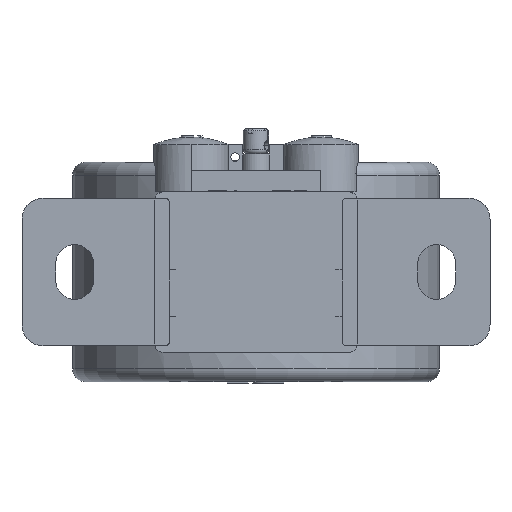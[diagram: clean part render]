
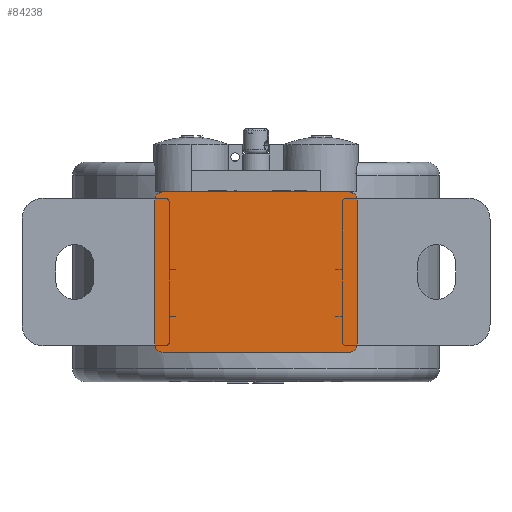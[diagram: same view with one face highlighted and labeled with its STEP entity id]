
A CAD part, front view. The second image highlights one B-rep face of the part: STEP entity #84238.
In plain terms, the highlighted planar face has unit normal (0, -1, 0).
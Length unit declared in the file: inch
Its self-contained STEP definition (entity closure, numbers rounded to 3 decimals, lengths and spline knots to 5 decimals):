
#1347 = CARTESIAN_POINT ( 'NONE',  ( 0.86614, 0., -0.66929 ) ) ;
#2279 = ORIENTED_EDGE ( 'NONE', *, *, #34146, .T. ) ;
#5025 = ORIENTED_EDGE ( 'NONE', *, *, #97252, .T. ) ;
#7562 = VECTOR ( 'NONE', #57859, 39.37008 ) ;
#8647 = VECTOR ( 'NONE', #106477, 39.37008 ) ;
#9399 = CARTESIAN_POINT ( 'NONE',  ( 0.94488, 0., 0.66929 ) ) ;
#12306 = CARTESIAN_POINT ( 'NONE',  ( 0., 0., 0.74803 ) ) ;
#16778 = CARTESIAN_POINT ( 'NONE',  ( 0.86614, 0., -0.74803 ) ) ;
#16898 = CARTESIAN_POINT ( 'NONE',  ( 0.94488, 0., -0.66929 ) ) ;
#18384 = DIRECTION ( 'NONE',  ( 0., -1., 0. ) ) ;
#18897 = DIRECTION ( 'NONE',  ( 0., 0., 1. ) ) ;
#20097 = CIRCLE ( 'NONE', #89227, 0.07874 ) ;
#21363 = LINE ( 'NONE', #49962, #114814 ) ;
#21747 = DIRECTION ( 'NONE',  ( 0., 0., 1. ) ) ;
#26375 = CARTESIAN_POINT ( 'NONE',  ( 0., 0., -0.74803 ) ) ;
#29135 = VERTEX_POINT ( 'NONE', #9399 ) ;
#29501 = VERTEX_POINT ( 'NONE', #16898 ) ;
#32377 = PLANE ( 'NONE',  #93705 ) ;
#32749 = VERTEX_POINT ( 'NONE', #114010 ) ;
#34146 = EDGE_CURVE ( 'NONE', #51511, #83285, #37534, .T. ) ;
#37534 = LINE ( 'NONE', #73198, #67888 ) ;
#43457 = DIRECTION ( 'NONE',  ( 0., 0., 1. ) ) ;
#45017 = DIRECTION ( 'NONE',  ( 0., -1., 0. ) ) ;
#46339 = DIRECTION ( 'NONE',  ( 0., -1., 0. ) ) ;
#46587 = ORIENTED_EDGE ( 'NONE', *, *, #65743, .T. ) ;
#46610 = EDGE_CURVE ( 'NONE', #29135, #29501, #21363, .T. ) ;
#47573 = CIRCLE ( 'NONE', #70055, 0.07874 ) ;
#49754 = EDGE_CURVE ( 'NONE', #83285, #74316, #115150, .T. ) ;
#49962 = CARTESIAN_POINT ( 'NONE',  ( 0.94488, 0., 0.74803 ) ) ;
#51511 = VERTEX_POINT ( 'NONE', #106985 ) ;
#52300 = CARTESIAN_POINT ( 'NONE',  ( -0.86614, 0., -0.66929 ) ) ;
#54020 = DIRECTION ( 'NONE',  ( 0., 0., 1. ) ) ;
#57859 = DIRECTION ( 'NONE',  ( 1., 0., 0. ) ) ;
#58545 = DIRECTION ( 'NONE',  ( 0., -1., 0. ) ) ;
#59341 = DIRECTION ( 'NONE',  ( 0., 0., -1. ) ) ;
#64732 = AXIS2_PLACEMENT_3D ( 'NONE', #52300, #18384, #54020 ) ;
#65743 = EDGE_CURVE ( 'NONE', #29135, #88376, #47573, .T. ) ;
#67757 = EDGE_CURVE ( 'NONE', #74316, #101283, #108764, .T. ) ;
#67888 = VECTOR ( 'NONE', #81999, 39.37008 ) ;
#68038 = CARTESIAN_POINT ( 'NONE',  ( 0., 0., 0.74803 ) ) ;
#70055 = AXIS2_PLACEMENT_3D ( 'NONE', #82997, #45017, #71916 ) ;
#71916 = DIRECTION ( 'NONE',  ( 0., 0., 1. ) ) ;
#73198 = CARTESIAN_POINT ( 'NONE',  ( -0.94488, 0., 0.74803 ) ) ;
#74316 = VERTEX_POINT ( 'NONE', #105050 ) ;
#76833 = ORIENTED_EDGE ( 'NONE', *, *, #102727, .T. ) ;
#78207 = ORIENTED_EDGE ( 'NONE', *, *, #46610, .F. ) ;
#81999 = DIRECTION ( 'NONE',  ( 0., 0., -1. ) ) ;
#82997 = CARTESIAN_POINT ( 'NONE',  ( 0.86614, 0., 0.66929 ) ) ;
#83282 = CIRCLE ( 'NONE', #88902, 0.07874 ) ;
#83285 = VERTEX_POINT ( 'NONE', #104842 ) ;
#84238 = ADVANCED_FACE ( 'NONE', ( #97270 ), #32377, .F. ) ;
#84441 = EDGE_LOOP ( 'NONE', ( #78207, #46587, #98251, #76833, #2279, #115562, #85034, #5025 ) ) ;
#85034 = ORIENTED_EDGE ( 'NONE', *, *, #67757, .T. ) ;
#86039 = CARTESIAN_POINT ( 'NONE',  ( -0.86614, 0., 0.66929 ) ) ;
#88376 = VERTEX_POINT ( 'NONE', #93860 ) ;
#88902 = AXIS2_PLACEMENT_3D ( 'NONE', #86039, #58545, #21747 ) ;
#89227 = AXIS2_PLACEMENT_3D ( 'NONE', #1347, #46339, #18897 ) ;
#93705 = AXIS2_PLACEMENT_3D ( 'NONE', #68038, #105456, #43457 ) ;
#93860 = CARTESIAN_POINT ( 'NONE',  ( 0.86614, 0., 0.74803 ) ) ;
#97252 = EDGE_CURVE ( 'NONE', #101283, #29501, #20097, .T. ) ;
#97270 = FACE_OUTER_BOUND ( 'NONE', #84441, .T. ) ;
#98251 = ORIENTED_EDGE ( 'NONE', *, *, #102196, .F. ) ;
#101283 = VERTEX_POINT ( 'NONE', #16778 ) ;
#102196 = EDGE_CURVE ( 'NONE', #32749, #88376, #112226, .T. ) ;
#102727 = EDGE_CURVE ( 'NONE', #32749, #51511, #83282, .T. ) ;
#104842 = CARTESIAN_POINT ( 'NONE',  ( -0.94488, 0., -0.66929 ) ) ;
#105050 = CARTESIAN_POINT ( 'NONE',  ( -0.86614, 0., -0.74803 ) ) ;
#105456 = DIRECTION ( 'NONE',  ( 0., 1., 0. ) ) ;
#106477 = DIRECTION ( 'NONE',  ( 1., 0., 0. ) ) ;
#106985 = CARTESIAN_POINT ( 'NONE',  ( -0.94488, 0., 0.66929 ) ) ;
#108764 = LINE ( 'NONE', #26375, #8647 ) ;
#112226 = LINE ( 'NONE', #12306, #7562 ) ;
#114010 = CARTESIAN_POINT ( 'NONE',  ( -0.86614, 0., 0.74803 ) ) ;
#114814 = VECTOR ( 'NONE', #59341, 39.37008 ) ;
#115150 = CIRCLE ( 'NONE', #64732, 0.07874 ) ;
#115562 = ORIENTED_EDGE ( 'NONE', *, *, #49754, .T. ) ;
